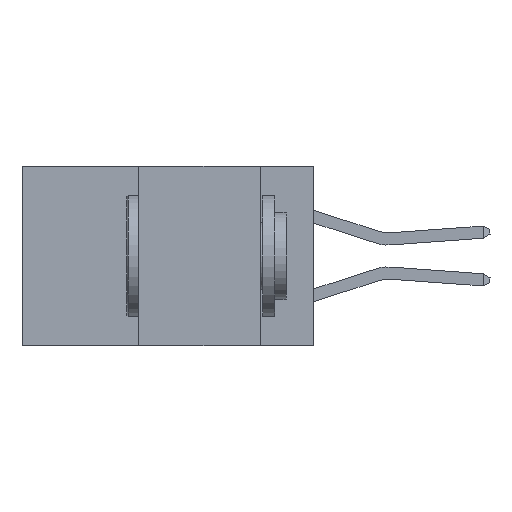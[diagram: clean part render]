
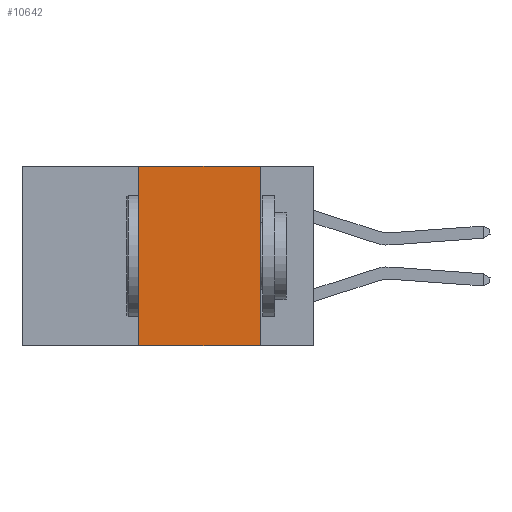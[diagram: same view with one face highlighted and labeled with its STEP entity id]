
A CAD part, left-side view. The second image highlights one B-rep face of the part: STEP entity #10642.
In plain terms, the highlighted planar face has unit normal (-1, 0, 0).
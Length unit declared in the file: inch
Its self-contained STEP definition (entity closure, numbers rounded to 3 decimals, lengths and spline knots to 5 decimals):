
#667 = PLANE ( 'NONE',  #2881 ) ;
#1809 = EDGE_LOOP ( 'NONE', ( #17831, #3563, #19976, #21747 ) ) ;
#2595 = VECTOR ( 'NONE', #12894, 39.37008 ) ;
#2881 = AXIS2_PLACEMENT_3D ( 'NONE', #3547, #7804, #12614 ) ;
#3088 = VERTEX_POINT ( 'NONE', #16462 ) ;
#3547 = CARTESIAN_POINT ( 'NONE',  ( 0., 0.6, 0. ) ) ;
#3563 = ORIENTED_EDGE ( 'NONE', *, *, #11280, .F. ) ;
#4553 = EDGE_CURVE ( 'NONE', #18591, #3088, #24616, .T. ) ;
#4799 = CARTESIAN_POINT ( 'NONE',  ( 0., 0.36, 0. ) ) ;
#5684 = DIRECTION ( 'NONE',  ( 0., -1., 0. ) ) ;
#6698 = EDGE_CURVE ( 'NONE', #18591, #16503, #6848, .T. ) ;
#6811 = VERTEX_POINT ( 'NONE', #9918 ) ;
#6848 = LINE ( 'NONE', #4799, #12787 ) ;
#7804 = DIRECTION ( 'NONE',  ( 1., 0., 0. ) ) ;
#9895 = LINE ( 'NONE', #21390, #26679 ) ;
#9918 = CARTESIAN_POINT ( 'NONE',  ( 0., 0.11, 0. ) ) ;
#10642 = ADVANCED_FACE ( 'NONE', ( #24769 ), #667, .F. ) ;
#11280 = EDGE_CURVE ( 'NONE', #16503, #6811, #15868, .T. ) ;
#12614 = DIRECTION ( 'NONE',  ( 0., 0., -1. ) ) ;
#12787 = VECTOR ( 'NONE', #21615, 39.37008 ) ;
#12894 = DIRECTION ( 'NONE',  ( 0., -1., 0. ) ) ;
#15868 = LINE ( 'NONE', #20443, #2595 ) ;
#16462 = CARTESIAN_POINT ( 'NONE',  ( 0., 0.11, -0.37 ) ) ;
#16503 = VERTEX_POINT ( 'NONE', #21480 ) ;
#17831 = ORIENTED_EDGE ( 'NONE', *, *, #18114, .F. ) ;
#18114 = EDGE_CURVE ( 'NONE', #6811, #3088, #9895, .T. ) ;
#18591 = VERTEX_POINT ( 'NONE', #23171 ) ;
#19034 = VECTOR ( 'NONE', #5684, 39.37008 ) ;
#19976 = ORIENTED_EDGE ( 'NONE', *, *, #6698, .F. ) ;
#20443 = CARTESIAN_POINT ( 'NONE',  ( 0., 0.6, 0. ) ) ;
#21390 = CARTESIAN_POINT ( 'NONE',  ( 0., 0.11, 0. ) ) ;
#21480 = CARTESIAN_POINT ( 'NONE',  ( 0., 0.36, 0. ) ) ;
#21615 = DIRECTION ( 'NONE',  ( 0., 0., 1. ) ) ;
#21747 = ORIENTED_EDGE ( 'NONE', *, *, #4553, .T. ) ;
#22356 = CARTESIAN_POINT ( 'NONE',  ( 0., 0.6, -0.37 ) ) ;
#23171 = CARTESIAN_POINT ( 'NONE',  ( 0., 0.36, -0.37 ) ) ;
#23480 = DIRECTION ( 'NONE',  ( 0., 0., -1. ) ) ;
#24616 = LINE ( 'NONE', #22356, #19034 ) ;
#24769 = FACE_OUTER_BOUND ( 'NONE', #1809, .T. ) ;
#26679 = VECTOR ( 'NONE', #23480, 39.37008 ) ;
